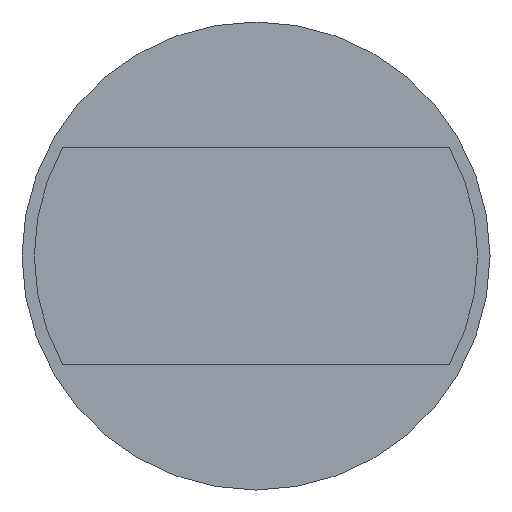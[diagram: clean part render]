
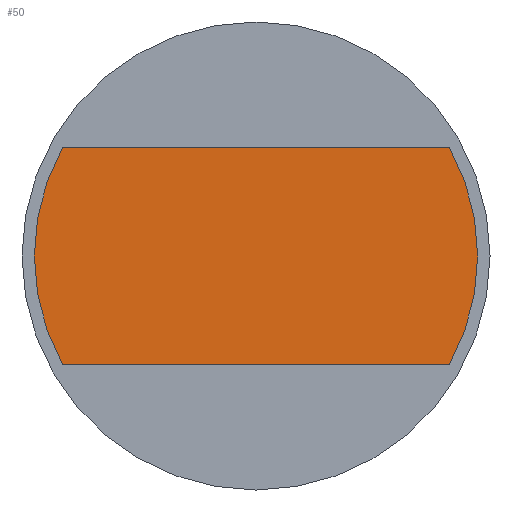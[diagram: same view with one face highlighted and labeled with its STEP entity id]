
A CAD part, front view. The second image highlights one B-rep face of the part: STEP entity #50.
In plain terms, the highlighted planar face has unit normal (0, -1, 0).
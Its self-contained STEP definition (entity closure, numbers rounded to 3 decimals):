
#1=CARTESIAN_POINT('POINT1',(0.49,-0.625,0.276)
   );
#2=VERTEX_POINT('VERTEX1',#1);
#3=CARTESIAN_POINT('POINT2',(-0.49,-0.625,0.276
   ));
#4=VERTEX_POINT('VERTEX2',#3);
#5=CARTESIAN_POINT('POS1',(-0.356,-0.625,0.276));
#6=DIRECTION('DIR1',(1.,0.,0.));
#7=VECTOR('VEC1',#6,1.);
#8=LINE('STRAIGHT1',#5,#7);
#9=EDGE_CURVE('EDGE1',#2,#4,#8,.F.);
#10=ORIENTED_EDGE('COEDGE1',*,*,#9,.T.);
#11=CARTESIAN_POINT('POINT3',(-0.563,-0.625,
   0.));
#12=VERTEX_POINT('VERTEX3',#11);
#13=CARTESIAN_POINT('POS2',(0.,-0.625,0.));
#14=DIRECTION('DIR2',(0.,1.,0.));
#15=DIRECTION('DIR3',(1.,0.,0.));
#16=AXIS2_PLACEMENT_3D('AXIS1',#13,#14,#15);
#17=CIRCLE('ELLIPSE1',#16,0.563);
#18=EDGE_CURVE('EDGE2',#12,#4,#17,.T.);
#19=ORIENTED_EDGE('COEDGE2',*,*,#18,.F.);
#20=CARTESIAN_POINT('POINT4',(-0.49,-0.625,
   -0.276));
#21=VERTEX_POINT('VERTEX4',#20);
#22=EDGE_CURVE('EDGE3',#21,#12,#17,.T.);
#23=ORIENTED_EDGE('COEDGE3',*,*,#22,.F.);
#24=CARTESIAN_POINT('POINT5',(0.49,-0.625,
   -0.276));
#25=VERTEX_POINT('VERTEX5',#24);
#26=CARTESIAN_POINT('POS3',(-0.356,-0.625,-0.276));
#27=DIRECTION('DIR4',(-1.,0.,0.));
#28=VECTOR('VEC2',#27,1.);
#29=LINE('STRAIGHT2',#26,#28);
#30=EDGE_CURVE('EDGE4',#25,#21,#29,.T.);
#31=ORIENTED_EDGE('COEDGE4',*,*,#30,.F.);
#32=CARTESIAN_POINT('POINT6',(0.563,-0.625,
   0.));
#33=VERTEX_POINT('VERTEX6',#32);
#34=CARTESIAN_POINT('POS4',(0.,-0.625,0.));
#35=DIRECTION('DIR5',(0.,1.,0.));
#36=DIRECTION('DIR6',(1.,0.,0.));
#37=AXIS2_PLACEMENT_3D('AXIS2',#34,#35,#36);
#38=CIRCLE('ELLIPSE2',#37,0.563);
#39=EDGE_CURVE('EDGE5',#33,#25,#38,.T.);
#40=ORIENTED_EDGE('COEDGE5',*,*,#39,.F.);
#41=EDGE_CURVE('EDGE6',#2,#33,#38,.T.);
#42=ORIENTED_EDGE('COEDGE6',*,*,#41,.F.);
#43=EDGE_LOOP('NONE',(#10,#19,#23,#31,#40,#42));
#44=FACE_BOUND('LOOP1',#43,.T.);
#45=CARTESIAN_POINT('POS5',(0.,-0.625,0.));
#46=DIRECTION('DIR7',(0.,1.,0.));
#47=DIRECTION('DIR8',(1.,0.,0.));
#48=AXIS2_PLACEMENT_3D('AXIS3',#45,#46,#47);
#49=PLANE('PLANE1',#48);
#50=ADVANCED_FACE('FACE1',(#44),#49,.F.);
